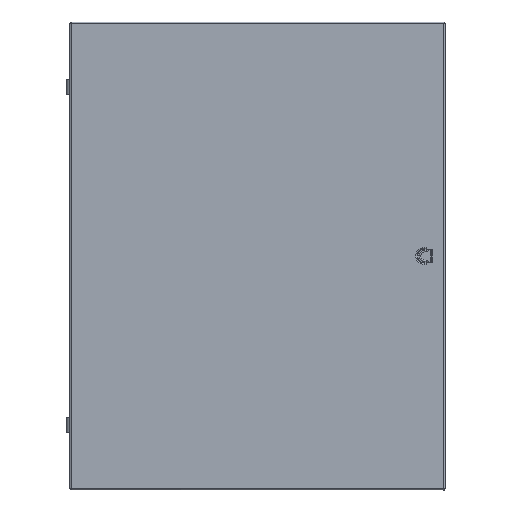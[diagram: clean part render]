
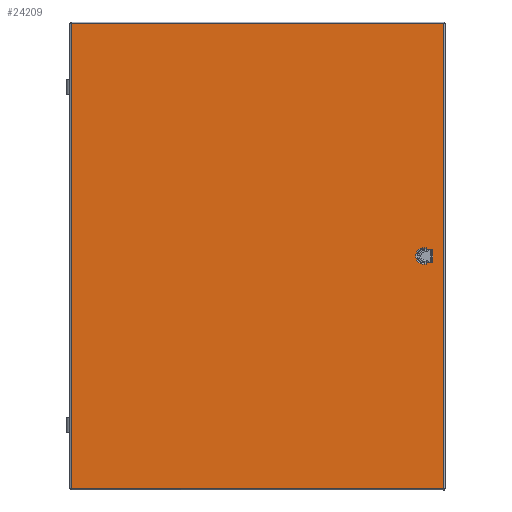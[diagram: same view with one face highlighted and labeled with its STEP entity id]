
A CAD part, top view. The second image highlights one B-rep face of the part: STEP entity #24209.
In plain terms, the highlighted planar face has unit normal (0, 0, 1).
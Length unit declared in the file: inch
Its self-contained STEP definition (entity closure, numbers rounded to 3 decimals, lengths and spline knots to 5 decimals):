
#2601=LINE($,#39972,#4981);
#2605=LINE($,#39983,#4985);
#2606=LINE($,#39992,#4986);
#2609=LINE($,#39998,#4989);
#2610=LINE($,#40000,#4990);
#2612=LINE($,#40004,#4992);
#2616=LINE($,#40010,#4996);
#2624=LINE($,#40037,#5004);
#2639=LINE($,#40136,#5019);
#2653=LINE($,#40234,#5033);
#2667=LINE($,#40331,#5047);
#4981=VECTOR($,#31907,0.8125);
#4985=VECTOR($,#31917,0.115);
#4986=VECTOR($,#31930,0.115);
#4989=VECTOR($,#31935,0.14171);
#4990=VECTOR($,#31938,0.43296);
#4992=VECTOR($,#31942,0.14171);
#4996=VECTOR($,#31948,0.43296);
#5004=VECTOR($,#31964,30.25);
#5019=VECTOR($,#31993,24.25);
#5033=VECTOR($,#32021,30.25);
#5047=VECTOR($,#32049,24.25);
#5701=FACE_BOUND($,#8508,.T.);
#5702=FACE_BOUND($,#8509,.T.);
#8508=EDGE_LOOP($,(#20667,#20668,#20669,#20670,#20671,#20672,#20673,#20674));
#8509=EDGE_LOOP($,(#20675,#20676,#20677,#20678));
#9055=CIRCLE($,#26005,0.54796);
#10974=VERTEX_POINT($,#39965);
#10977=VERTEX_POINT($,#39970);
#10980=VERTEX_POINT($,#39980);
#10981=VERTEX_POINT($,#39982);
#10982=VERTEX_POINT($,#39986);
#10983=VERTEX_POINT($,#39990);
#10985=VERTEX_POINT($,#39996);
#10986=VERTEX_POINT($,#40003);
#10994=VERTEX_POINT($,#40028);
#10995=VERTEX_POINT($,#40036);
#11004=VERTEX_POINT($,#40128);
#11013=VERTEX_POINT($,#40226);
#14022=EDGE_CURVE($,#10977,#10974,#2601,.T.);
#14027=EDGE_CURVE($,#10980,#10981,#2605,.T.);
#14030=EDGE_CURVE($,#10982,#10980,#9055,.T.);
#14032=EDGE_CURVE($,#10983,#10982,#2606,.T.);
#14035=EDGE_CURVE($,#10983,#10985,#2609,.T.);
#14036=EDGE_CURVE($,#10974,#10985,#2610,.T.);
#14038=EDGE_CURVE($,#10981,#10986,#2612,.T.);
#14042=EDGE_CURVE($,#10977,#10986,#2616,.T.);
#14051=EDGE_CURVE($,#10994,#10995,#2624,.T.);
#14070=EDGE_CURVE($,#11004,#10994,#2639,.T.);
#14088=EDGE_CURVE($,#11013,#11004,#2653,.T.);
#14106=EDGE_CURVE($,#10995,#11013,#2667,.T.);
#20667=ORIENTED_EDGE($,*,*,#14042,.T.);
#20668=ORIENTED_EDGE($,*,*,#14038,.F.);
#20669=ORIENTED_EDGE($,*,*,#14027,.F.);
#20670=ORIENTED_EDGE($,*,*,#14030,.F.);
#20671=ORIENTED_EDGE($,*,*,#14032,.F.);
#20672=ORIENTED_EDGE($,*,*,#14035,.T.);
#20673=ORIENTED_EDGE($,*,*,#14036,.F.);
#20674=ORIENTED_EDGE($,*,*,#14022,.F.);
#20675=ORIENTED_EDGE($,*,*,#14088,.F.);
#20676=ORIENTED_EDGE($,*,*,#14106,.F.);
#20677=ORIENTED_EDGE($,*,*,#14051,.F.);
#20678=ORIENTED_EDGE($,*,*,#14070,.F.);
#21624=PLANE($,#26043);
#24209=ADVANCED_FACE($,(#5701,#5702),#21624,.T.);
#26005=AXIS2_PLACEMENT_3D($,#39988,#31924,#31925);
#26043=AXIS2_PLACEMENT_3D($,#40416,#32073,#32074);
#31907=DIRECTION($,(0.,1.,0.));
#31917=DIRECTION($,(1.,0.,0.));
#31924=DIRECTION('center_axis',(0.,0.,1.));
#31925=DIRECTION('ref_axis',(-1.,0.,0.));
#31930=DIRECTION($,(-1.,0.,0.));
#31935=DIRECTION($,(0.,-1.,0.));
#31938=DIRECTION($,(-1.,0.,0.));
#31942=DIRECTION($,(0.,1.,0.));
#31948=DIRECTION($,(-1.,0.,0.));
#31964=DIRECTION($,(0.,1.,0.));
#31993=DIRECTION($,(-1.,0.,0.));
#32021=DIRECTION($,(0.,-1.,0.));
#32049=DIRECTION($,(1.,0.,0.));
#32073=DIRECTION('center_axis',(0.,0.,1.));
#32074=DIRECTION('ref_axis',(1.,0.,0.));
#39965=CARTESIAN_POINT('',(11.39121,0.40625,0.062));
#39970=CARTESIAN_POINT('',(11.39121,-0.40625,0.062));
#39972=CARTESIAN_POINT($,(11.39121,-0.25,0.062));
#39980=CARTESIAN_POINT('',(10.84325,-0.54796,0.062));
#39982=CARTESIAN_POINT('',(10.95825,-0.54796,0.062));
#39983=CARTESIAN_POINT($,(5.42163,-0.54796,0.062));
#39986=CARTESIAN_POINT('',(10.84325,0.54796,0.062));
#39988=CARTESIAN_POINT('Origin',(10.84325,0.,0.062));
#39990=CARTESIAN_POINT('',(10.95825,0.54796,0.062));
#39992=CARTESIAN_POINT($,(5.67163,0.54796,0.062));
#39996=CARTESIAN_POINT('',(10.95825,0.40625,0.062));
#39998=CARTESIAN_POINT($,(10.95825,0.5,0.062));
#40000=CARTESIAN_POINT($,(5.67163,0.40625,0.062));
#40003=CARTESIAN_POINT('',(10.95825,-0.40625,0.062));
#40004=CARTESIAN_POINT($,(10.95825,-0.25,0.062));
#40010=CARTESIAN_POINT($,(11.34325,-0.40625,0.062));
#40028=CARTESIAN_POINT('',(-12.125,-15.125,0.062));
#40036=CARTESIAN_POINT('',(-12.125,15.125,0.062));
#40037=CARTESIAN_POINT($,(-12.125,-15.125,0.062));
#40128=CARTESIAN_POINT('',(12.125,-15.125,0.062));
#40136=CARTESIAN_POINT($,(12.125,-15.125,0.062));
#40226=CARTESIAN_POINT('',(12.125,15.125,0.062));
#40234=CARTESIAN_POINT($,(12.125,15.125,0.062));
#40331=CARTESIAN_POINT($,(-12.125,15.125,0.062));
#40416=CARTESIAN_POINT('Origin',(0.,0.,
0.062));
